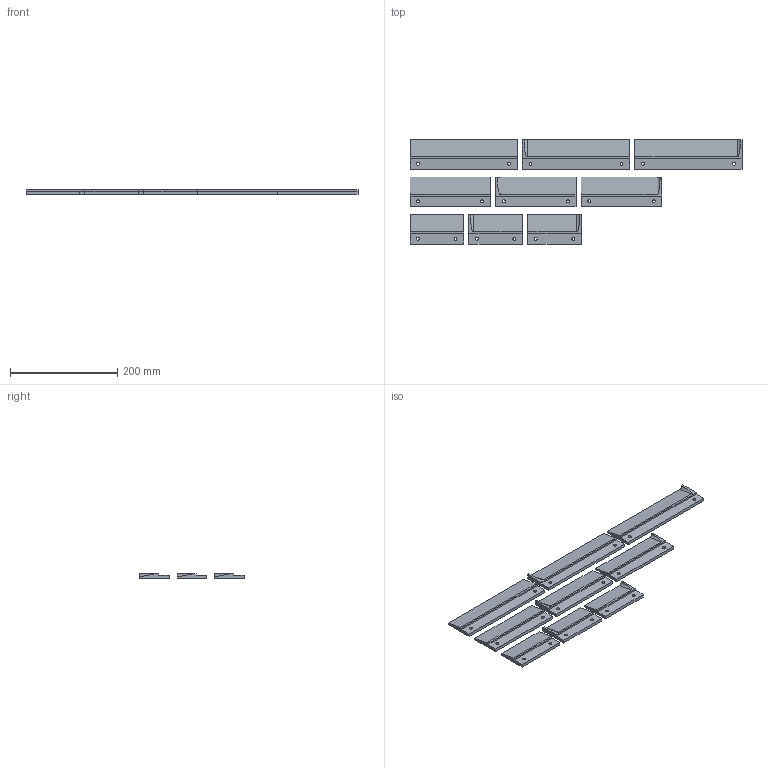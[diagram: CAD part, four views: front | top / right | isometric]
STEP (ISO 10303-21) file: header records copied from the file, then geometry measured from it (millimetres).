
FILE_DESCRIPTION((' '),'2;1');
FILE_NAME('Makerslide Shields.stp','2014-04-12T17:25:53',(' '),(' '),' ','ACIS',' ');
FILE_SCHEMA(('CONFIG_CONTROL_DESIGN'));
Length unit declared in the file: millimetre
Products named in the file (11): Makerslide Shields.stp; Makerslide Shields_ForBodies; V2 - 100mm; V2 - 100mm L; V2 - 100mm R; V2 - 150mm; V2 - 150mm L; V2 - 150mm R; V2 - 200mm; V2 - 200mm L; V2 - 200mm R
Assembly tree (10 placements, depth 2):
  Makerslide Shields.stp
    Makerslide Shields_ForBodies
    V2 - 100mm
    V2 - 100mm L
    V2 - 100mm R
    V2 - 150mm
    V2 - 150mm L
    V2 - 150mm R
    V2 - 200mm
    V2 - 200mm L
    V2 - 200mm R
Bounding box: 620 x 195 x 9 mm (x, y, z)
Volume: 457816.1 mm3; surface area: 173534.5 mm2
Topology: 9 solids, 9 shells, 111 faces, 297 edges, 204 vertices
Faces by surface type: plane 87, cylinder 24
Full cylindrical faces by diameter (mm): 5.5 x18
Entity records: 4818 total; most frequent: CARTESIAN_POINT 579, DIRECTION 573, ORIENTED_EDGE 522, EDGE_CURVE 261, VECTOR 213, LINE 213, VERTEX_POINT 186, AXIS2_PLACEMENT_3D 180
